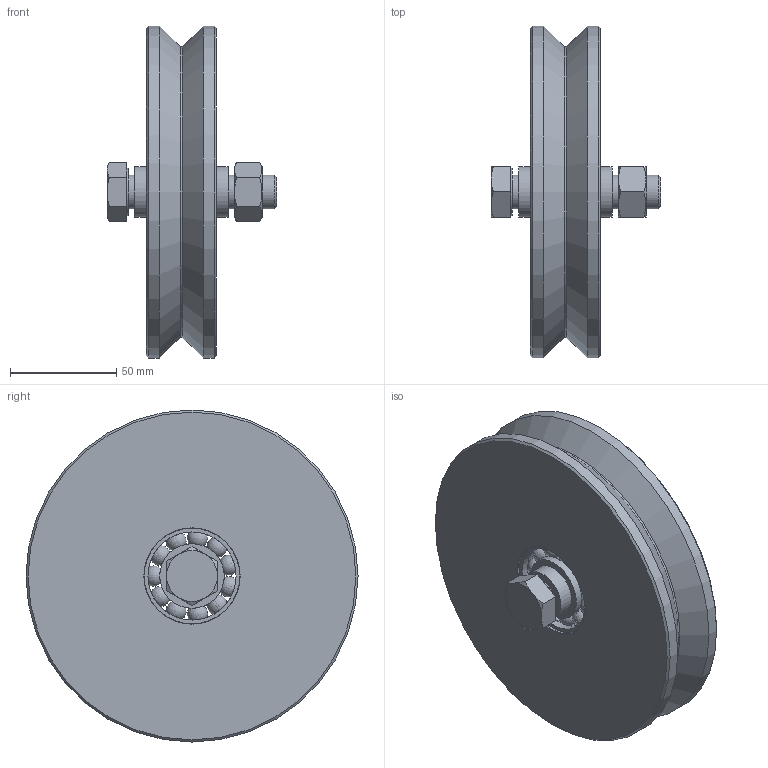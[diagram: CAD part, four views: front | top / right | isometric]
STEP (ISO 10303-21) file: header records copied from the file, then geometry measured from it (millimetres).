
FILE_DESCRIPTION(/* description */ ('305V-160 ZINCATA - RUOTA'),/* implementation_level */ '2;1');
FILE_NAME(/* name */ '11502070 001.stp',/* time_stamp */ '2023-11-30T14:27:37+01:00',/* author */ ('gcocco'),/* organization */ (''),/* preprocessor_version */ 'ST-DEVELOPER v19.2',/* originating_system */ 'Autodesk Inventor 2023',/* authorisation */ '');
FILE_SCHEMA (('AUTOMOTIVE_DESIGN { 1 0 10303 214 3 1 1 }'));
Length unit declared in the file: millimetre
Products named in the file (7): 11502070  001; 33311017  001; 23311017  001; 74101039; 21504010  001; 71200712  001; 23002056  001
Assembly tree (8 placements, depth 3):
  11502070  001
    33311017  001
      23311017  001
      74101039  x2
    21504010  001
    71200712  001
    23002056  001  x2
Bounding box: 80 x 156.5 x 156.5 mm (x, y, z)
Volume: 583814.4 mm3; surface area: 97283.7 mm2
Topology: 31 solids, 31 shells, 180 faces, 461 edges, 305 vertices
Faces by surface type: torus 60, plane 36, cone 31, cylinder 31, sphere 22
Full cylindrical faces by diameter (mm): 13.835 x6, 16 x1, 16.2 x2, 20 x4, 22.5 x1, 24 x2, 30.432 x4, 41.568 x4, 45 x1, 52 x3, 59 x1, 156.5 x2
Entity records: 4421 total; most frequent: DIRECTION 813, CARTESIAN_POINT 774, ORIENTED_EDGE 646, AXIS2_PLACEMENT_3D 374, EDGE_CURVE 323, VERTEX_POINT 257, CIRCLE 232, EDGE_LOOP 164
